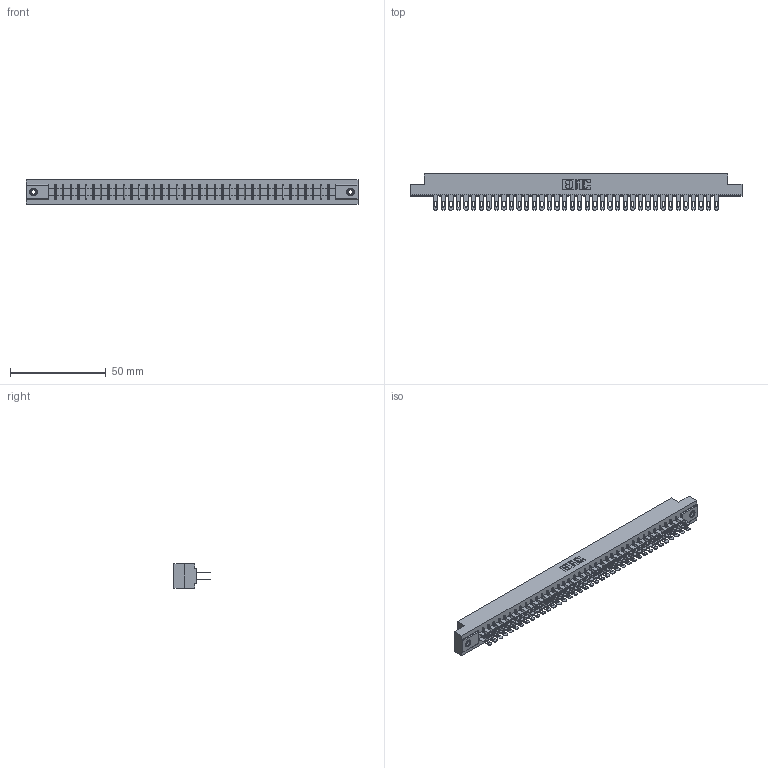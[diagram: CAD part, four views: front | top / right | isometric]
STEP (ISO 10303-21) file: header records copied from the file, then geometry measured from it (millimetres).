
FILE_DESCRIPTION (( 'STEP AP203' ), '1' );
FILE_NAME ('315-076-500-208.STEP', '2019-09-10T22:21:20', ( '' ), ( '' ), 'SwSTEP 2.0', 'SolidWorks 2016', '' );
FILE_SCHEMA (( 'CONFIG_CONTROL_DESIGN' ));
Length unit declared in the file: inch
Products named in the file (4): 345-250-001_345-250-003-102; 305-290-001_500; 305 Part_.156 Dia; 315-076-500-208
Assembly tree (79 placements, depth 2):
  315-076-500-208
    305 Part_.156 Dia
    305-290-001_500  x76
    345-250-001_345-250-003-102  x2
Bounding box: 173.58 x 18.85 x 12.7 mm (x, y, z)
Volume: 18315.1 mm3; surface area: 24713.6 mm2
Topology: 79 solids, 79 shells, 3976 faces, 11358 edges, 7360 vertices
Faces by surface type: plane 2228, cylinder 1580, sphere 152, cone 12, torus 4
Entity records: 42838 total; most frequent: CARTESIAN_POINT 7071, ORIENTED_EDGE 7012, DIRECTION 6856, EDGE_CURVE 3506, VECTOR 2826, LINE 2826, VERTEX_POINT 2230, AXIS2_PLACEMENT_3D 2015
